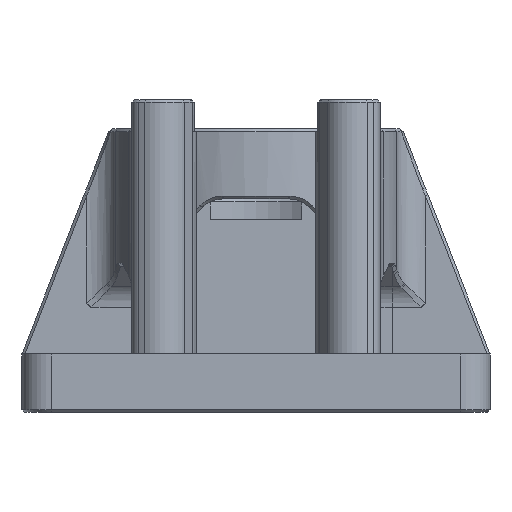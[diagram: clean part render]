
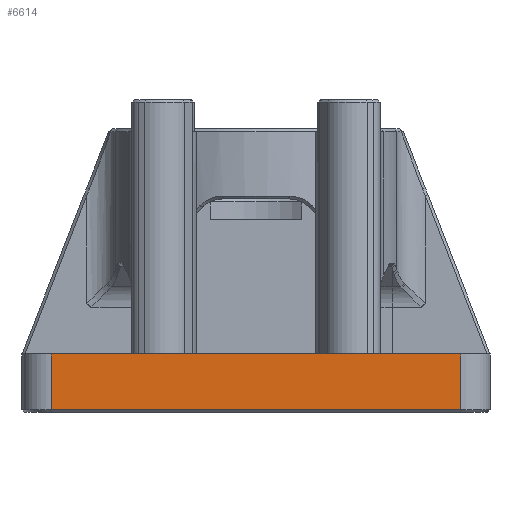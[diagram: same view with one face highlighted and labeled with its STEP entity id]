
A CAD part, left-side view. The second image highlights one B-rep face of the part: STEP entity #6614.
In plain terms, the highlighted planar face has unit normal (-1, 0, 0).
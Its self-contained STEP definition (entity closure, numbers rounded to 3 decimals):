
#1100=FACE_OUTER_BOUND('',#1507,.T.);
#1507=EDGE_LOOP('',(#6071,#6072,#6073,#6074));
#1790=LINE('',#11052,#2297);
#1849=LINE('',#11377,#2356);
#2015=LINE('',#12882,#2522);
#2016=LINE('',#12883,#2523);
#2297=VECTOR('',#8025,1000.);
#2356=VECTOR('',#8282,10.);
#2522=VECTOR('',#8840,1000.);
#2523=VECTOR('',#8841,1000.);
#2959=VERTEX_POINT('',#11049);
#2960=VERTEX_POINT('',#11051);
#3038=VERTEX_POINT('',#11371);
#3039=VERTEX_POINT('',#11375);
#3720=EDGE_CURVE('',#2959,#2960,#1790,.T.);
#3841=EDGE_CURVE('',#3039,#3038,#1849,.T.);
#4141=EDGE_CURVE('',#3039,#2960,#2015,.T.);
#4142=EDGE_CURVE('',#2959,#3038,#2016,.T.);
#6071=ORIENTED_EDGE('',*,*,#3841,.F.);
#6072=ORIENTED_EDGE('',*,*,#4141,.T.);
#6073=ORIENTED_EDGE('',*,*,#3720,.F.);
#6074=ORIENTED_EDGE('',*,*,#4142,.T.);
#6246=PLANE('',#7194);
#6614=ADVANCED_FACE('',(#1100),#6246,.F.);
#7194=AXIS2_PLACEMENT_3D('',#12881,#8838,#8839);
#8025=DIRECTION('',(0.,-1.,0.));
#8282=DIRECTION('',(0.,1.,0.));
#8838=DIRECTION('center_axis',(1.,0.,0.));
#8839=DIRECTION('ref_axis',(0.,1.,0.));
#8840=DIRECTION('',(0.,0.,1.));
#8841=DIRECTION('',(0.,0.,-1.));
#11049=CARTESIAN_POINT('',(-75.,35.,10.));
#11051=CARTESIAN_POINT('',(-75.,-35.,10.));
#11052=CARTESIAN_POINT('',(-75.,40.,10.));
#11371=CARTESIAN_POINT('',(-75.,35.,0.5));
#11375=CARTESIAN_POINT('',(-75.,-35.,0.5));
#11377=CARTESIAN_POINT('',(-75.,20.,0.5));
#12881=CARTESIAN_POINT('Origin',(-75.,40.,10.));
#12882=CARTESIAN_POINT('',(-75.,-35.,10.));
#12883=CARTESIAN_POINT('',(-75.,35.,10.));
